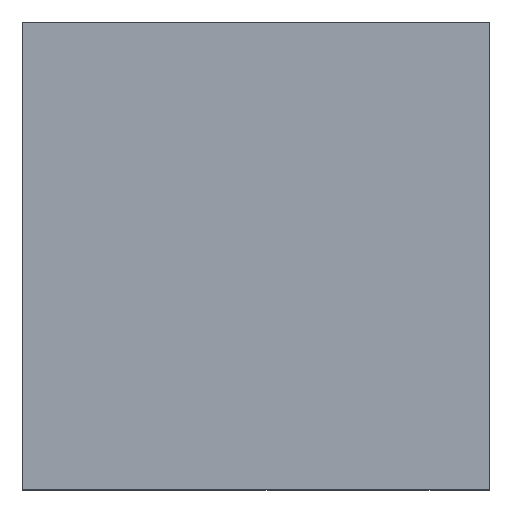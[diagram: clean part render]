
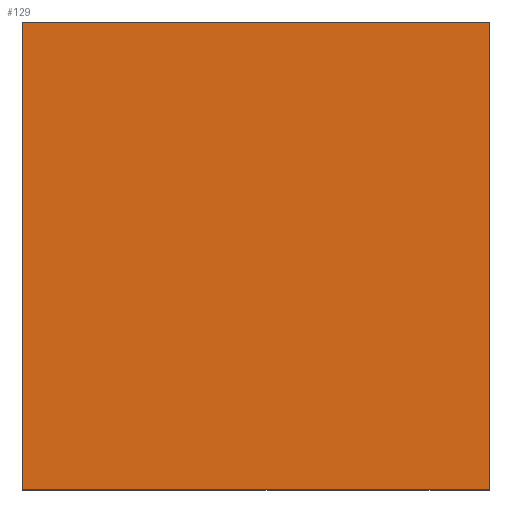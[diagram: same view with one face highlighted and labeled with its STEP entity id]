
A CAD part, top view. The second image highlights one B-rep face of the part: STEP entity #129.
In plain terms, the highlighted planar face has unit normal (0, 0, 1).
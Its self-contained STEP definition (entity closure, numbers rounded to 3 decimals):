
#129=ADVANCED_FACE('',(#189),#190,.T.);
#189=FACE_OUTER_BOUND('',#255,.T.);
#190=PLANE('',#256);
#255=EDGE_LOOP('',(#469,#470,#471,#472));
#256=AXIS2_PLACEMENT_3D('',#473,#474,#475);
#469=ORIENTED_EDGE('',*,*,#567,.T.);
#470=ORIENTED_EDGE('',*,*,#572,.T.);
#471=ORIENTED_EDGE('',*,*,#574,.T.);
#472=ORIENTED_EDGE('',*,*,#580,.T.);
#473=CARTESIAN_POINT('',(0.0,0.0,1.0));
#474=DIRECTION('',(0.0,0.0,1.0));
#475=DIRECTION('',(1.0,-0.0,0.0));
#567=EDGE_CURVE('',#677,#675,#678,.T.);
#572=EDGE_CURVE('',#675,#684,#686,.T.);
#574=EDGE_CURVE('',#684,#687,#689,.T.);
#580=EDGE_CURVE('',#687,#677,#697,.T.);
#675=VERTEX_POINT('',#848);
#677=VERTEX_POINT('',#851);
#678=LINE('',#852,#853);
#684=VERTEX_POINT('',#862);
#686=LINE('',#865,#866);
#687=VERTEX_POINT('',#867);
#689=LINE('',#870,#871);
#697=LINE('',#884,#885);
#848=CARTESIAN_POINT('',(1.0,0.0,1.0));
#851=CARTESIAN_POINT('',(0.0,0.0,1.0));
#852=CARTESIAN_POINT('',(0.5,0.0,1.0));
#853=VECTOR('',#967,1.0);
#862=CARTESIAN_POINT('',(1.0,1.0,1.0));
#865=CARTESIAN_POINT('',(1.0,0.0,1.0));
#866=VECTOR('',#972,1.0);
#867=CARTESIAN_POINT('',(0.0,1.0,1.0));
#870=CARTESIAN_POINT('',(0.0,1.0,1.0));
#871=VECTOR('',#974,1.0);
#884=CARTESIAN_POINT('',(0.0,-0.5,1.0));
#885=VECTOR('',#980,1.0);
#967=DIRECTION('',(1.0,0.0,-0.0));
#972=DIRECTION('',(0.0,1.0,0.0));
#974=DIRECTION('',(-1.0,0.0,0.0));
#980=DIRECTION('',(-0.0,-1.0,0.0));
